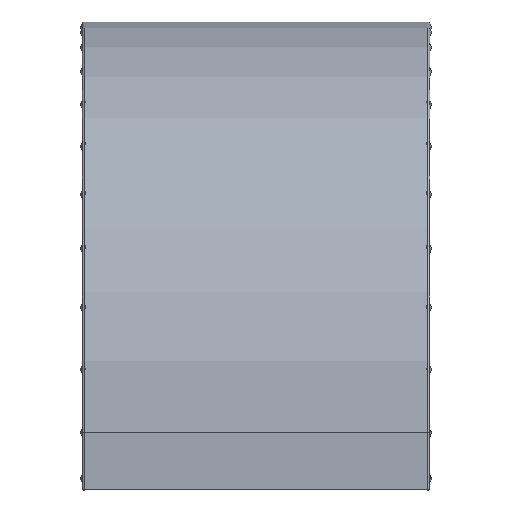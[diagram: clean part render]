
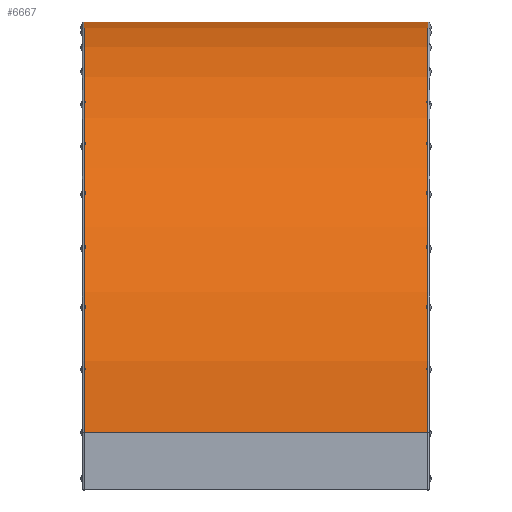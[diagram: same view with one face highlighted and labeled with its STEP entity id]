
A CAD part, top view. The second image highlights one B-rep face of the part: STEP entity #6667.
In plain terms, the highlighted cylindrical face has radius 361 mm (diameter 722 mm), a partial arc.
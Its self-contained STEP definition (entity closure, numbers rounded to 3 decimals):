
#169 = VECTOR ( 'NONE', #4434, 1000. ) ;
#249 = AXIS2_PLACEMENT_3D ( 'NONE', #3103, #4424, #7192 ) ;
#3073 = CYLINDRICAL_SURFACE ( 'NONE', #249, 361. ) ;
#3103 = CARTESIAN_POINT ( 'NONE',  ( 0., 50., -360. ) ) ;
#3542 = VECTOR ( 'NONE', #17602, 1000. ) ;
#3948 = CARTESIAN_POINT ( 'NONE',  ( -150.5, 411., -360. ) ) ;
#4276 = DIRECTION ( 'NONE',  ( -1., 0., 0. ) ) ;
#4424 = DIRECTION ( 'NONE',  ( -1., 0., 0. ) ) ;
#4434 = DIRECTION ( 'NONE',  ( 1., 0., 0. ) ) ;
#4881 = DIRECTION ( 'NONE',  ( -1., 0., 0. ) ) ;
#5115 = VERTEX_POINT ( 'NONE', #14891 ) ;
#6667 = ADVANCED_FACE ( 'NONE', ( #10364 ), #3073, .T. ) ;
#7192 = DIRECTION ( 'NONE',  ( 0., 0., 1. ) ) ;
#7860 = EDGE_CURVE ( 'NONE', #5115, #15819, #10944, .T. ) ;
#7862 = AXIS2_PLACEMENT_3D ( 'NONE', #13028, #4881, #14353 ) ;
#8530 = ORIENTED_EDGE ( 'NONE', *, *, #11497, .T. ) ;
#8716 = CARTESIAN_POINT ( 'NONE',  ( 150.5, 411., -360. ) ) ;
#9588 = CARTESIAN_POINT ( 'NONE',  ( -150.5, 411., -360. ) ) ;
#9824 = VERTEX_POINT ( 'NONE', #13500 ) ;
#10364 = FACE_OUTER_BOUND ( 'NONE', #14359, .T. ) ;
#10414 = LINE ( 'NONE', #9588, #3542 ) ;
#10944 = CIRCLE ( 'NONE', #14974, 361. ) ;
#11085 = LINE ( 'NONE', #15270, #169 ) ;
#11497 = EDGE_CURVE ( 'NONE', #5115, #9824, #11085, .T. ) ;
#12440 = CARTESIAN_POINT ( 'NONE',  ( -150.5, 50., -360. ) ) ;
#13028 = CARTESIAN_POINT ( 'NONE',  ( 150.5, 50., -360. ) ) ;
#13120 = CIRCLE ( 'NONE', #7862, 361. ) ;
#13476 = ORIENTED_EDGE ( 'NONE', *, *, #15870, .F. ) ;
#13500 = CARTESIAN_POINT ( 'NONE',  ( 150.5, 50., 1. ) ) ;
#13643 = EDGE_CURVE ( 'NONE', #9824, #14554, #13120, .T. ) ;
#13786 = DIRECTION ( 'NONE',  ( 0., 0., 1. ) ) ;
#14209 = ORIENTED_EDGE ( 'NONE', *, *, #7860, .F. ) ;
#14353 = DIRECTION ( 'NONE',  ( 0., 0., 1. ) ) ;
#14359 = EDGE_LOOP ( 'NONE', ( #8530, #15105, #13476, #14209 ) ) ;
#14554 = VERTEX_POINT ( 'NONE', #8716 ) ;
#14891 = CARTESIAN_POINT ( 'NONE',  ( -150.5, 50., 1. ) ) ;
#14974 = AXIS2_PLACEMENT_3D ( 'NONE', #12440, #4276, #13786 ) ;
#15105 = ORIENTED_EDGE ( 'NONE', *, *, #13643, .T. ) ;
#15270 = CARTESIAN_POINT ( 'NONE',  ( -150.5, 50., 1. ) ) ;
#15819 = VERTEX_POINT ( 'NONE', #3948 ) ;
#15870 = EDGE_CURVE ( 'NONE', #15819, #14554, #10414, .T. ) ;
#17602 = DIRECTION ( 'NONE',  ( 1., 0., 0. ) ) ;
